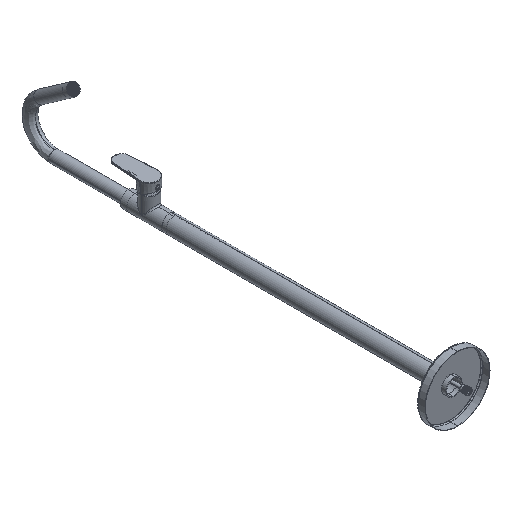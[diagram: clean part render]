
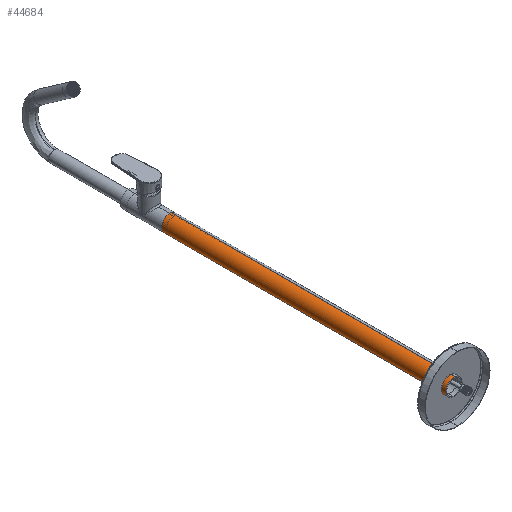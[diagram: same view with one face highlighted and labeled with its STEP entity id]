
A CAD part, isometric view. The second image highlights one B-rep face of the part: STEP entity #44684.
In plain terms, the highlighted cylindrical face has radius 20 mm (diameter 40 mm), a partial arc.
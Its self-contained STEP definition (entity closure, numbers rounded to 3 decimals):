
#107 = ORIENTED_EDGE ( 'NONE', *, *, #38819, .F. ) ;
#265 = CARTESIAN_POINT ( 'NONE',  ( -3.386, -0.532, -19.711 ) ) ;
#1305 = DIRECTION ( 'NONE',  ( 0., 1., 0. ) ) ;
#2746 = ORIENTED_EDGE ( 'NONE', *, *, #13654, .T. ) ;
#4947 = CIRCLE ( 'NONE', #35003, 20. ) ;
#5299 = VECTOR ( 'NONE', #1305, 1000. ) ;
#6664 = AXIS2_PLACEMENT_3D ( 'NONE', #7845, #30040, #19244 ) ;
#7845 = CARTESIAN_POINT ( 'NONE',  ( 0., 699.468, 0. ) ) ;
#11874 = DIRECTION ( 'NONE',  ( 0., 1., 0. ) ) ;
#13654 = EDGE_CURVE ( 'NONE', #44482, #39676, #29963, .T. ) ;
#14239 = DIRECTION ( 'NONE',  ( 0., -1., 0. ) ) ;
#14276 = ORIENTED_EDGE ( 'NONE', *, *, #30551, .F. ) ;
#14997 = ORIENTED_EDGE ( 'NONE', *, *, #44273, .T. ) ;
#16364 = VECTOR ( 'NONE', #11874, 1000. ) ;
#19244 = DIRECTION ( 'NONE',  ( -0.169, 0., -0.986 ) ) ;
#19457 = LINE ( 'NONE', #22899, #5299 ) ;
#20582 = CARTESIAN_POINT ( 'NONE',  ( 3.386, 699.468, 19.711 ) ) ;
#22123 = CARTESIAN_POINT ( 'NONE',  ( 0., -0.532, 0. ) ) ;
#22261 = DIRECTION ( 'NONE',  ( 0.169, 0., 0.986 ) ) ;
#22899 = CARTESIAN_POINT ( 'NONE',  ( -3.386, -0.532, -19.711 ) ) ;
#25520 = LINE ( 'NONE', #38071, #16364 ) ;
#29963 = CIRCLE ( 'NONE', #6664, 20. ) ;
#30040 = DIRECTION ( 'NONE',  ( 0., -1., 0. ) ) ;
#30551 = EDGE_CURVE ( 'NONE', #30999, #36331, #4947, .T. ) ;
#30999 = VERTEX_POINT ( 'NONE', #34239 ) ;
#31560 = EDGE_LOOP ( 'NONE', ( #107, #14276, #14997, #2746 ) ) ;
#34239 = CARTESIAN_POINT ( 'NONE',  ( 3.386, -0.532, 19.711 ) ) ;
#35003 = AXIS2_PLACEMENT_3D ( 'NONE', #46985, #14239, #43274 ) ;
#35650 = CYLINDRICAL_SURFACE ( 'NONE', #42366, 20. ) ;
#36331 = VERTEX_POINT ( 'NONE', #265 ) ;
#36559 = DIRECTION ( 'NONE',  ( 0., 1., 0. ) ) ;
#38071 = CARTESIAN_POINT ( 'NONE',  ( 3.386, -0.532, 19.711 ) ) ;
#38819 = EDGE_CURVE ( 'NONE', #36331, #39676, #19457, .T. ) ;
#39599 = CARTESIAN_POINT ( 'NONE',  ( -3.386, 699.468, -19.711 ) ) ;
#39676 = VERTEX_POINT ( 'NONE', #39599 ) ;
#42366 = AXIS2_PLACEMENT_3D ( 'NONE', #22123, #36559, #22261 ) ;
#43274 = DIRECTION ( 'NONE',  ( -0.169, 0., -0.986 ) ) ;
#44273 = EDGE_CURVE ( 'NONE', #30999, #44482, #25520, .T. ) ;
#44482 = VERTEX_POINT ( 'NONE', #20582 ) ;
#44684 = ADVANCED_FACE ( 'NONE', ( #45293 ), #35650, .T. ) ;
#45293 = FACE_OUTER_BOUND ( 'NONE', #31560, .T. ) ;
#46985 = CARTESIAN_POINT ( 'NONE',  ( 0., -0.532, 0. ) ) ;
